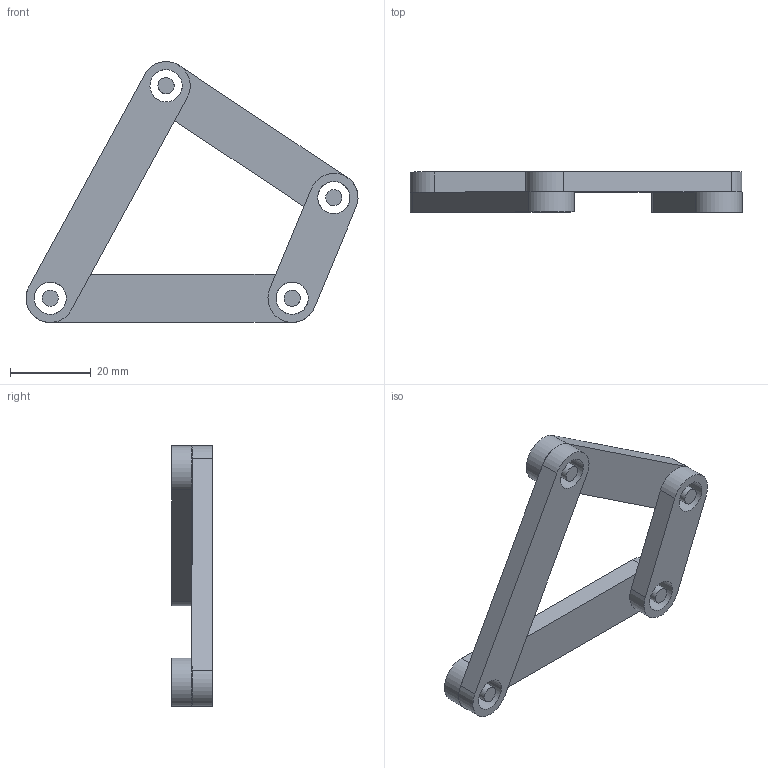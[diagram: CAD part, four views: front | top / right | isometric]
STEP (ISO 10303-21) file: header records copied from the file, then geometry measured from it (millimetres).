
FILE_DESCRIPTION( ( '' ), ' ' );
FILE_NAME( '58c126aefd1b950fea3be494.step', '2017-03-09T09:56:00', ( '' ), ( '' ), ' ', ' ', ' ' );
FILE_SCHEMA( ( 'AUTOMOTIVE_DESIGN { 1 0 10303 214 1 1 1 1 }' ) );
Length unit declared in the file: metre
Products named in the file (10): Assem1; Part 1; Part 2; Part 3
Assembly tree (12 placements, depth 2):
  Assem1
    Part 1
    Part 2
    Part 3
    Part 1
    Part 2
    Part 3
    Part 1  x2
    Part 2  x2
    Part 3  x2
Bounding box: 82.33 x 10 x 64.67 mm (x, y, z)
Volume: 12574 mm3; surface area: 9261.5 mm2
Topology: 12 solids, 12 shells, 56 faces, 100 edges, 68 vertices
Faces by surface type: plane 32, cylinder 24
Full cylindrical faces by diameter (mm): 4 x8, 8 x8
Entity records: 1166 total; most frequent: DIRECTION 205, CARTESIAN_POINT 166, ORIENTED_EDGE 120, AXIS2_PLACEMENT_3D 91, EDGE_LOOP 66, EDGE_CURVE 60, FACE_OUTER_BOUND 54, VERTEX_POINT 48
